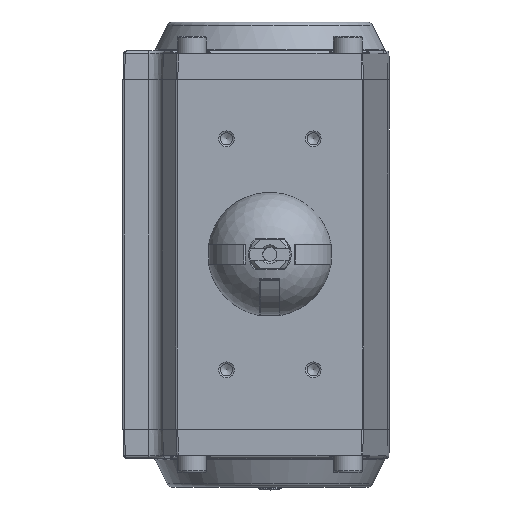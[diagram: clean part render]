
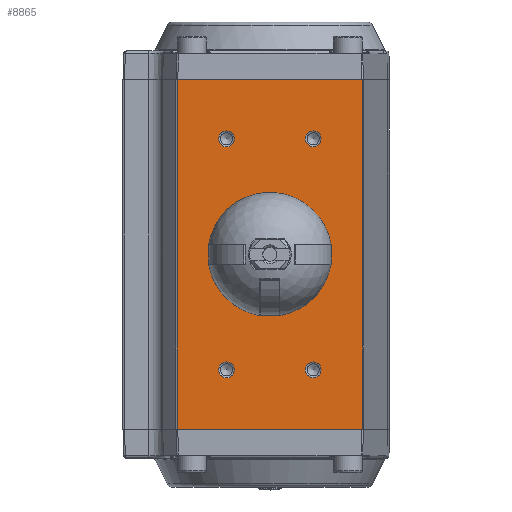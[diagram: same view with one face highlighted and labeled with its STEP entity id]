
A CAD part, top view. The second image highlights one B-rep face of the part: STEP entity #8865.
In plain terms, the highlighted planar face has unit normal (0, 0, 1).
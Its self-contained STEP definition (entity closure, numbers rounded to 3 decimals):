
#423=LINE('',#14467,#1108);
#439=LINE('',#14544,#1124);
#450=LINE('',#14583,#1135);
#451=LINE('',#14595,#1136);
#1108=VECTOR('',#11374,1000.);
#1124=VECTOR('',#11440,1000.);
#1135=VECTOR('',#11485,1000.);
#1136=VECTOR('',#11498,1000.);
#2365=ORIENTED_EDGE('',*,*,#4649,.T.);
#2366=ORIENTED_EDGE('',*,*,#4650,.T.);
#2367=ORIENTED_EDGE('',*,*,#4651,.T.);
#2368=ORIENTED_EDGE('',*,*,#4652,.T.);
#2369=ORIENTED_EDGE('',*,*,#4653,.T.);
#2370=ORIENTED_EDGE('',*,*,#4592,.F.);
#2371=ORIENTED_EDGE('',*,*,#4648,.F.);
#2372=ORIENTED_EDGE('',*,*,#4631,.T.);
#2373=ORIENTED_EDGE('',*,*,#4654,.T.);
#4592=EDGE_CURVE('',#5947,#5948,#423,.T.);
#4631=EDGE_CURVE('',#5970,#5983,#439,.T.);
#4648=EDGE_CURVE('',#5970,#5947,#450,.T.);
#4649=EDGE_CURVE('',#5995,#5995,#6907,.T.);
#4650=EDGE_CURVE('',#5996,#5996,#6908,.T.);
#4651=EDGE_CURVE('',#5997,#5997,#6909,.T.);
#4652=EDGE_CURVE('',#5998,#5998,#6910,.T.);
#4653=EDGE_CURVE('',#5999,#5999,#6911,.T.);
#4654=EDGE_CURVE('',#5983,#5948,#451,.T.);
#5947=VERTEX_POINT('',#14466);
#5948=VERTEX_POINT('',#14468);
#5970=VERTEX_POINT('',#14516);
#5983=VERTEX_POINT('',#14543);
#5995=VERTEX_POINT('',#14586);
#5996=VERTEX_POINT('',#14588);
#5997=VERTEX_POINT('',#14590);
#5998=VERTEX_POINT('',#14592);
#5999=VERTEX_POINT('',#14594);
#6907=CIRCLE('',#10068,2.75);
#6908=CIRCLE('',#10069,2.75);
#6909=CIRCLE('',#10070,2.75);
#6910=CIRCLE('',#10071,2.75);
#6911=CIRCLE('',#10072,9.65);
#7312=EDGE_LOOP('',(#2365));
#7313=EDGE_LOOP('',(#2366));
#7314=EDGE_LOOP('',(#2367));
#7315=EDGE_LOOP('',(#2368));
#7316=EDGE_LOOP('',(#2369));
#7317=EDGE_LOOP('',(#2370,#2371,#2372,#2373));
#7980=FACE_BOUND('',#7312,.T.);
#7981=FACE_BOUND('',#7313,.T.);
#7982=FACE_BOUND('',#7314,.T.);
#7983=FACE_BOUND('',#7315,.T.);
#7984=FACE_BOUND('',#7316,.T.);
#7985=FACE_BOUND('',#7317,.T.);
#8603=PLANE('',#10067);
#8865=ADVANCED_FACE('',(#7980,#7981,#7982,#7983,#7984,#7985),#8603,.T.);
#10067=AXIS2_PLACEMENT_3D('',#14584,#11486,#11487);
#10068=AXIS2_PLACEMENT_3D('',#14585,#11488,#11489);
#10069=AXIS2_PLACEMENT_3D('',#14587,#11490,#11491);
#10070=AXIS2_PLACEMENT_3D('',#14589,#11492,#11493);
#10071=AXIS2_PLACEMENT_3D('',#14591,#11494,#11495);
#10072=AXIS2_PLACEMENT_3D('',#14593,#11496,#11497);
#11374=DIRECTION('',(-1.,0.,0.));
#11440=DIRECTION('',(-1.,0.,0.));
#11485=DIRECTION('',(0.,-1.,0.));
#11486=DIRECTION('',(0.,0.,1.));
#11487=DIRECTION('',(-1.,0.,0.));
#11488=DIRECTION('',(0.,0.,-1.));
#11489=DIRECTION('',(0.,-1.,0.));
#11490=DIRECTION('',(0.,0.,-1.));
#11491=DIRECTION('',(0.,-1.,0.));
#11492=DIRECTION('',(0.,0.,-1.));
#11493=DIRECTION('',(0.,-1.,0.));
#11494=DIRECTION('',(0.,0.,-1.));
#11495=DIRECTION('',(0.,-1.,0.));
#11496=DIRECTION('',(0.,0.,-1.));
#11497=DIRECTION('',(-1.,0.,0.));
#11498=DIRECTION('',(0.,-1.,0.));
#14466=CARTESIAN_POINT('',(32.088,-60.5,50.));
#14467=CARTESIAN_POINT('',(32.088,-60.5,50.));
#14468=CARTESIAN_POINT('',(-32.088,-60.5,50.));
#14516=CARTESIAN_POINT('',(32.088,60.5,50.));
#14543=CARTESIAN_POINT('',(-32.088,60.5,50.));
#14544=CARTESIAN_POINT('',(32.088,60.5,50.));
#14583=CARTESIAN_POINT('',(32.088,60.5,50.));
#14584=CARTESIAN_POINT('',(32.088,60.5,50.));
#14585=CARTESIAN_POINT('',(-15.,-40.,50.));
#14586=CARTESIAN_POINT('',(-15.,-42.75,50.));
#14587=CARTESIAN_POINT('',(15.,-40.,50.));
#14588=CARTESIAN_POINT('',(15.,-42.75,50.));
#14589=CARTESIAN_POINT('',(-15.,40.,50.));
#14590=CARTESIAN_POINT('',(-15.,37.25,50.));
#14591=CARTESIAN_POINT('',(15.,40.,50.));
#14592=CARTESIAN_POINT('',(15.,37.25,50.));
#14593=CARTESIAN_POINT('',(0.,0.,50.));
#14594=CARTESIAN_POINT('',(-9.65,0.,50.));
#14595=CARTESIAN_POINT('',(-32.088,60.5,50.));
